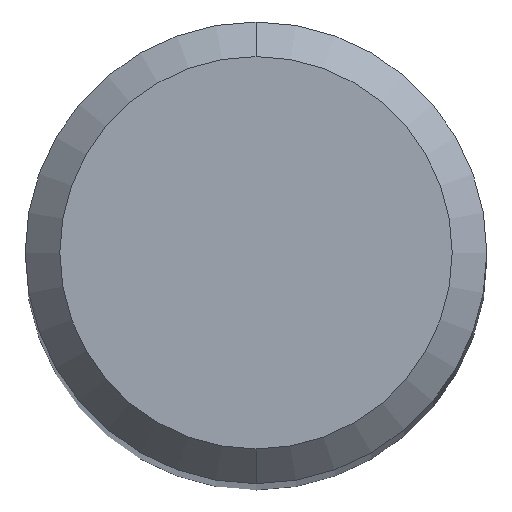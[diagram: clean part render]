
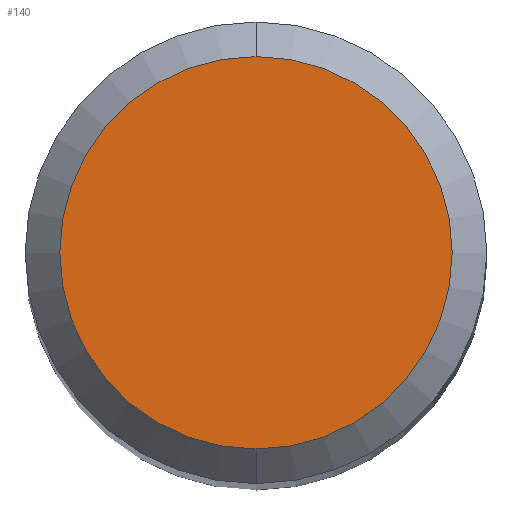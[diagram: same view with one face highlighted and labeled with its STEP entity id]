
A CAD part, top view. The second image highlights one B-rep face of the part: STEP entity #140.
In plain terms, the highlighted planar face has unit normal (0, 0, 1).
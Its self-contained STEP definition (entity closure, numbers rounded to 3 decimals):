
#114=EDGE_CURVE('',#246,#214,#281,.T.);
#128=EDGE_CURVE('',#214,#246,#296,.T.);
#140=ADVANCED_FACE('',(#308),#309,.T.);
#214=VERTEX_POINT('',#392);
#246=VERTEX_POINT('',#430);
#281=CIRCLE('',#457,1.7);
#296=CIRCLE('',#476,1.7);
#308=FACE_OUTER_BOUND('',#491,.T.);
#309=PLANE('',#492);
#392=CARTESIAN_POINT('',(0.0,1.7,0.0));
#430=CARTESIAN_POINT('',(0.,-1.7,0.0));
#457=AXIS2_PLACEMENT_3D('',#670,#671,#672);
#476=AXIS2_PLACEMENT_3D('',#686,#687,#688);
#491=EDGE_LOOP('',(#699,#700));
#492=AXIS2_PLACEMENT_3D('',#701,#702,#703);
#670=CARTESIAN_POINT('',(0.0,0.0,0.0));
#671=DIRECTION('',(0.0,0.0,-1.0));
#672=DIRECTION('',(0.0,1.0,0.0));
#686=CARTESIAN_POINT('',(0.0,0.0,0.0));
#687=DIRECTION('',(0.0,0.0,-1.0));
#688=DIRECTION('',(0.0,1.0,0.0));
#699=ORIENTED_EDGE('',*,*,#128,.F.);
#700=ORIENTED_EDGE('',*,*,#114,.F.);
#701=CARTESIAN_POINT('',(0.0,0.85,0.0));
#702=DIRECTION('',(-0.0,0.0,1.0));
#703=DIRECTION('',(0.0,-1.0,0.0));
